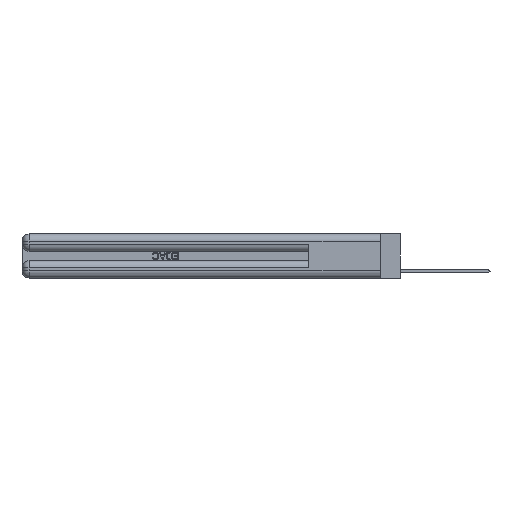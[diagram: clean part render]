
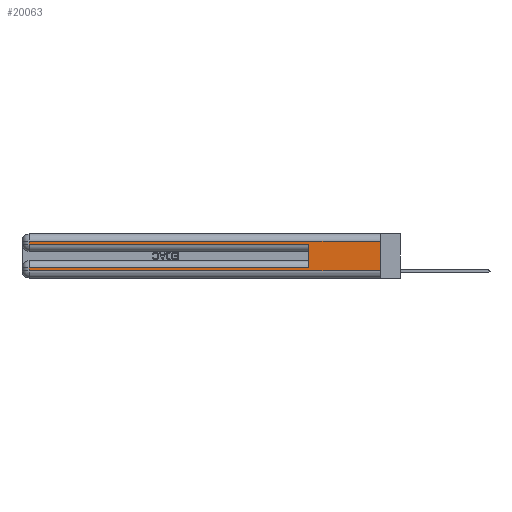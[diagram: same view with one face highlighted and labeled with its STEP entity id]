
A CAD part, left-side view. The second image highlights one B-rep face of the part: STEP entity #20063.
In plain terms, the highlighted planar face has unit normal (-1, 0, 0).
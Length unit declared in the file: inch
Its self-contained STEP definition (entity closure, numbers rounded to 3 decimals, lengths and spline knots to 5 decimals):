
#416 = CARTESIAN_POINT ( 'NONE',  ( 0., 2.94, 0.31 ) ) ;
#641 = DIRECTION ( 'NONE',  ( 1., 0., 0. ) ) ;
#1178 = VERTEX_POINT ( 'NONE', #11104 ) ;
#2651 = DIRECTION ( 'NONE',  ( 0., 1., 0. ) ) ;
#2655 = DIRECTION ( 'NONE',  ( 0., 0., -1. ) ) ;
#2818 = VECTOR ( 'NONE', #6261, 39.37008 ) ;
#3587 = VECTOR ( 'NONE', #23546, 39.37008 ) ;
#4006 = VECTOR ( 'NONE', #2655, 39.37008 ) ;
#4090 = VERTEX_POINT ( 'NONE', #29072 ) ;
#4118 = CARTESIAN_POINT ( 'NONE',  ( 0., 2.94, 0.285 ) ) ;
#4204 = EDGE_CURVE ( 'NONE', #24287, #17589, #4790, .T. ) ;
#4734 = CARTESIAN_POINT ( 'NONE',  ( 0., 0., 0.31 ) ) ;
#4790 = LINE ( 'NONE', #18698, #29465 ) ;
#5895 = EDGE_CURVE ( 'NONE', #1178, #22493, #16624, .T. ) ;
#6117 = LINE ( 'NONE', #17603, #26684 ) ;
#6261 = DIRECTION ( 'NONE',  ( 0., 0., 1. ) ) ;
#8928 = EDGE_CURVE ( 'NONE', #1178, #21086, #11113, .T. ) ;
#10021 = FACE_OUTER_BOUND ( 'NONE', #30875, .T. ) ;
#10354 = ORIENTED_EDGE ( 'NONE', *, *, #5895, .F. ) ;
#10390 = EDGE_CURVE ( 'NONE', #4090, #17226, #16270, .T. ) ;
#11104 = CARTESIAN_POINT ( 'NONE',  ( 0., 0.6, 0.085 ) ) ;
#11113 = LINE ( 'NONE', #30032, #25701 ) ;
#11469 = EDGE_CURVE ( 'NONE', #18063, #22493, #6117, .T. ) ;
#12574 = LINE ( 'NONE', #17153, #4006 ) ;
#13946 = ORIENTED_EDGE ( 'NONE', *, *, #10390, .T. ) ;
#14035 = CARTESIAN_POINT ( 'NONE',  ( 0., 2.94, 0.37 ) ) ;
#14910 = VECTOR ( 'NONE', #19336, 39.37008 ) ;
#15495 = AXIS2_PLACEMENT_3D ( 'NONE', #21916, #641, #19531 ) ;
#16270 = LINE ( 'NONE', #4734, #3587 ) ;
#16624 = LINE ( 'NONE', #23293, #2818 ) ;
#17153 = CARTESIAN_POINT ( 'NONE',  ( 0., 2.94, 0.37 ) ) ;
#17226 = VERTEX_POINT ( 'NONE', #416 ) ;
#17589 = VERTEX_POINT ( 'NONE', #28308 ) ;
#17603 = CARTESIAN_POINT ( 'NONE',  ( 0., 0., 0.285 ) ) ;
#18063 = VERTEX_POINT ( 'NONE', #4118 ) ;
#18698 = CARTESIAN_POINT ( 'NONE',  ( 0., 0., 0.06 ) ) ;
#18866 = ORIENTED_EDGE ( 'NONE', *, *, #11469, .T. ) ;
#19336 = DIRECTION ( 'NONE',  ( 0., 0., -1. ) ) ;
#19531 = DIRECTION ( 'NONE',  ( 0., 0., -1. ) ) ;
#20063 = ADVANCED_FACE ( 'NONE', ( #10021 ), #24455, .F. ) ;
#20179 = DIRECTION ( 'NONE',  ( 0., -1., 0. ) ) ;
#20605 = ORIENTED_EDGE ( 'NONE', *, *, #4204, .T. ) ;
#21030 = CARTESIAN_POINT ( 'NONE',  ( 0., 2.94, 0.085 ) ) ;
#21086 = VERTEX_POINT ( 'NONE', #21030 ) ;
#21220 = EDGE_CURVE ( 'NONE', #21086, #24287, #12574, .T. ) ;
#21546 = LINE ( 'NONE', #14035, #21932 ) ;
#21916 = CARTESIAN_POINT ( 'NONE',  ( 0., 0., 0.37 ) ) ;
#21932 = VECTOR ( 'NONE', #23264, 39.37008 ) ;
#22025 = LINE ( 'NONE', #28883, #14910 ) ;
#22493 = VERTEX_POINT ( 'NONE', #28941 ) ;
#23264 = DIRECTION ( 'NONE',  ( 0., 0., -1. ) ) ;
#23293 = CARTESIAN_POINT ( 'NONE',  ( 0., 0.6, 0.145 ) ) ;
#23546 = DIRECTION ( 'NONE',  ( 0., 1., 0. ) ) ;
#23866 = CARTESIAN_POINT ( 'NONE',  ( 0., 2.94, 0.06 ) ) ;
#24287 = VERTEX_POINT ( 'NONE', #23866 ) ;
#24455 = PLANE ( 'NONE',  #15495 ) ;
#25701 = VECTOR ( 'NONE', #2651, 39.37008 ) ;
#25833 = EDGE_CURVE ( 'NONE', #4090, #17589, #22025, .T. ) ;
#26684 = VECTOR ( 'NONE', #20179, 39.37008 ) ;
#26843 = EDGE_CURVE ( 'NONE', #17226, #18063, #21546, .T. ) ;
#27258 = ORIENTED_EDGE ( 'NONE', *, *, #26843, .T. ) ;
#28120 = DIRECTION ( 'NONE',  ( 0., -1., 0. ) ) ;
#28308 = CARTESIAN_POINT ( 'NONE',  ( 0., 0., 0.06 ) ) ;
#28883 = CARTESIAN_POINT ( 'NONE',  ( 0., 0., 0.37 ) ) ;
#28941 = CARTESIAN_POINT ( 'NONE',  ( 0., 0.6, 0.285 ) ) ;
#29072 = CARTESIAN_POINT ( 'NONE',  ( 0., 0., 0.31 ) ) ;
#29465 = VECTOR ( 'NONE', #28120, 39.37008 ) ;
#30024 = ORIENTED_EDGE ( 'NONE', *, *, #21220, .T. ) ;
#30032 = CARTESIAN_POINT ( 'NONE',  ( 0., 0., 0.085 ) ) ;
#30298 = ORIENTED_EDGE ( 'NONE', *, *, #25833, .F. ) ;
#30875 = EDGE_LOOP ( 'NONE', ( #30298, #13946, #27258, #18866, #10354, #30891, #30024, #20605 ) ) ;
#30891 = ORIENTED_EDGE ( 'NONE', *, *, #8928, .T. ) ;
